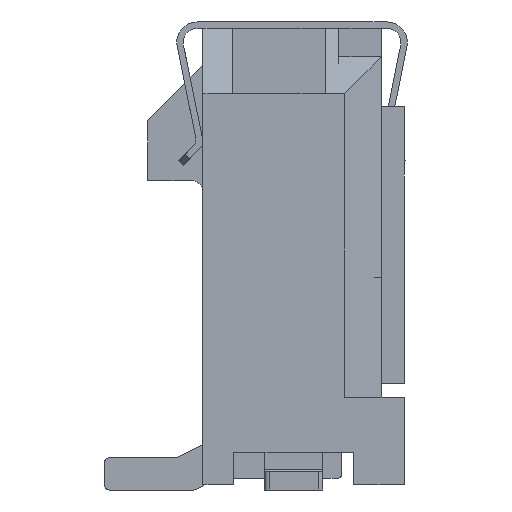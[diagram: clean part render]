
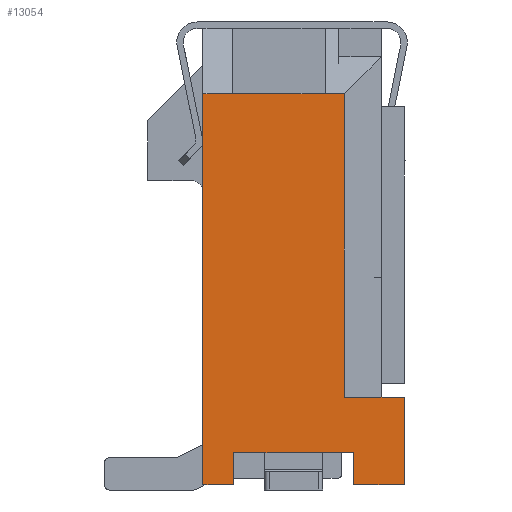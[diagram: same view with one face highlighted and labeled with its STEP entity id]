
A CAD part, front view. The second image highlights one B-rep face of the part: STEP entity #13054.
In plain terms, the highlighted face is planar.
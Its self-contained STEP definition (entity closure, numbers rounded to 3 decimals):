
#1195=ORIENTED_EDGE('',*,*,#4939,.T.);
#1196=ORIENTED_EDGE('',*,*,#4940,.T.);
#1197=ORIENTED_EDGE('',*,*,#4238,.F.);
#1198=ORIENTED_EDGE('',*,*,#4941,.T.);
#1199=ORIENTED_EDGE('',*,*,#4942,.F.);
#1200=ORIENTED_EDGE('',*,*,#4943,.F.);
#1201=ORIENTED_EDGE('',*,*,#4944,.F.);
#1202=ORIENTED_EDGE('',*,*,#4400,.T.);
#1203=ORIENTED_EDGE('',*,*,#4945,.T.);
#1204=ORIENTED_EDGE('',*,*,#4946,.T.);
#1205=ORIENTED_EDGE('',*,*,#4947,.T.);
#1206=ORIENTED_EDGE('',*,*,#4948,.T.);
#4238=EDGE_CURVE('',#6176,#6177,#7424,.T.);
#4400=EDGE_CURVE('',#6336,#6335,#7586,.T.);
#4939=EDGE_CURVE('',#6746,#6747,#8125,.T.);
#4940=EDGE_CURVE('',#6747,#6177,#8126,.T.);
#4941=EDGE_CURVE('',#6176,#6748,#8127,.T.);
#4942=EDGE_CURVE('',#6749,#6748,#8128,.T.);
#4943=EDGE_CURVE('',#6750,#6749,#8129,.T.);
#4944=EDGE_CURVE('',#6336,#6750,#8130,.T.);
#4945=EDGE_CURVE('',#6335,#6751,#8131,.T.);
#4946=EDGE_CURVE('',#6751,#6752,#8132,.T.);
#4947=EDGE_CURVE('',#6752,#6753,#8133,.T.);
#4948=EDGE_CURVE('',#6753,#6746,#8134,.T.);
#6176=VERTEX_POINT('',#20361);
#6177=VERTEX_POINT('',#20363);
#6335=VERTEX_POINT('',#20703);
#6336=VERTEX_POINT('',#20705);
#6746=VERTEX_POINT('',#21752);
#6747=VERTEX_POINT('',#21753);
#6748=VERTEX_POINT('',#21756);
#6749=VERTEX_POINT('',#21758);
#6750=VERTEX_POINT('',#21760);
#6751=VERTEX_POINT('',#21763);
#6752=VERTEX_POINT('',#21765);
#6753=VERTEX_POINT('',#21767);
#7424=LINE('',#20362,#9148);
#7586=LINE('',#20704,#9310);
#8125=LINE('',#21751,#9849);
#8126=LINE('',#21754,#9850);
#8127=LINE('',#21755,#9851);
#8128=LINE('',#21757,#9852);
#8129=LINE('',#21759,#9853);
#8130=LINE('',#21761,#9854);
#8131=LINE('',#21762,#9855);
#8132=LINE('',#21764,#9856);
#8133=LINE('',#21766,#9857);
#8134=LINE('',#21768,#9858);
#9148=VECTOR('',#16766,1000.);
#9310=VECTOR('',#16970,1000.);
#9849=VECTOR('',#17705,1000.);
#9850=VECTOR('',#17706,1000.);
#9851=VECTOR('',#17707,1000.);
#9852=VECTOR('',#17708,1000.);
#9853=VECTOR('',#17709,1000.);
#9854=VECTOR('',#17710,1000.);
#9855=VECTOR('',#17711,1000.);
#9856=VECTOR('',#17712,1000.);
#9857=VECTOR('',#17713,1000.);
#9858=VECTOR('',#17714,1000.);
#10999=EDGE_LOOP('',(#1195,#1196,#1197,#1198,#1199,#1200,#1201,#1202,#1203,
#1204,#1205,#1206));
#11735=FACE_BOUND('',#10999,.T.);
#12448=PLANE('',#15934);
#13054=ADVANCED_FACE('',(#11735),#12448,.T.);
#15934=AXIS2_PLACEMENT_3D('',#21750,#17703,#17704);
#16766=DIRECTION('',(0.,0.,-1.));
#16970=DIRECTION('',(0.,1.,0.));
#17703=DIRECTION('',(-1.,0.,0.));
#17704=DIRECTION('',(0.,0.,1.));
#17705=DIRECTION('',(0.,0.,-1.));
#17706=DIRECTION('',(0.,-1.,0.));
#17707=DIRECTION('',(0.,-1.,0.));
#17708=DIRECTION('',(0.,0.,-1.));
#17709=DIRECTION('',(0.,0.,-1.));
#17710=DIRECTION('',(0.,0.,-1.));
#17711=DIRECTION('',(0.,0.,-1.));
#17712=DIRECTION('',(0.,-1.,0.));
#17713=DIRECTION('',(0.,0.,-1.));
#17714=DIRECTION('',(0.,1.,0.));
#20361=CARTESIAN_POINT('',(-16.825,3.05,-0.885));
#20362=CARTESIAN_POINT('',(-16.825,3.05,-1.685));
#20363=CARTESIAN_POINT('',(-16.825,3.05,-2.185));
#20703=CARTESIAN_POINT('',(-16.825,4.95,2.185));
#20704=CARTESIAN_POINT('',(-16.825,-4.95,2.185));
#20705=CARTESIAN_POINT('',(-16.825,-3.536,2.185));
#21750=CARTESIAN_POINT('',(-16.825,0.,0.));
#21751=CARTESIAN_POINT('',(-16.825,4.95,2.185));
#21752=CARTESIAN_POINT('',(-16.825,4.95,-1.085));
#21753=CARTESIAN_POINT('',(-16.825,4.95,-2.185));
#21754=CARTESIAN_POINT('',(-16.825,4.95,-2.185));
#21755=CARTESIAN_POINT('',(-16.825,0.,-0.885));
#21756=CARTESIAN_POINT('',(-16.825,-3.536,-0.885));
#21757=CARTESIAN_POINT('',(-16.825,-3.536,0.));
#21758=CARTESIAN_POINT('',(-16.825,-3.536,-0.465));
#21759=CARTESIAN_POINT('',(-16.825,-3.536,1.535));
#21760=CARTESIAN_POINT('',(-16.825,-3.536,1.535));
#21761=CARTESIAN_POINT('',(-16.825,-3.536,0.));
#21762=CARTESIAN_POINT('',(-16.825,4.95,2.185));
#21763=CARTESIAN_POINT('',(-16.825,4.95,1.515));
#21764=CARTESIAN_POINT('',(-16.825,0.,1.515));
#21765=CARTESIAN_POINT('',(-16.825,4.25,1.515));
#21766=CARTESIAN_POINT('',(-16.825,4.25,0.));
#21767=CARTESIAN_POINT('',(-16.825,4.25,-1.085));
#21768=CARTESIAN_POINT('',(-16.825,0.,-1.085));
